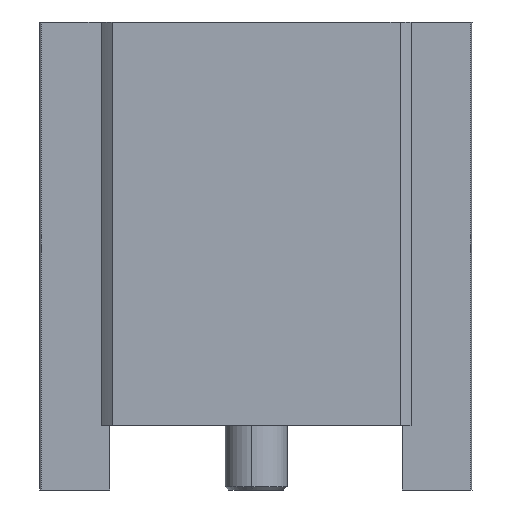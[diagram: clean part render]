
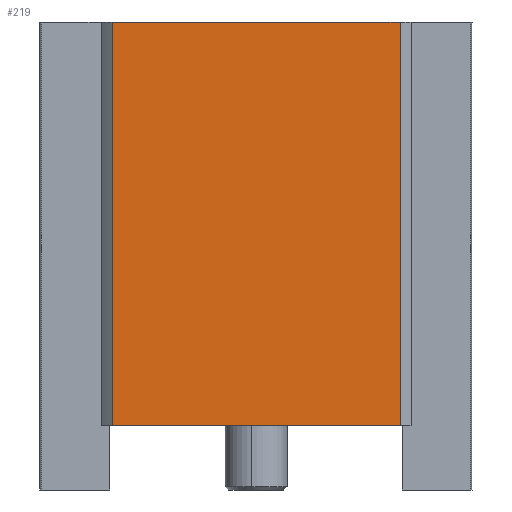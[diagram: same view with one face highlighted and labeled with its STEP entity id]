
A CAD part, front view. The second image highlights one B-rep face of the part: STEP entity #219.
In plain terms, the highlighted planar face has unit normal (0, -1, 0).
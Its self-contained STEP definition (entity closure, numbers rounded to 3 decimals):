
#71 = CARTESIAN_POINT ( 'NONE',  ( 2.23, -2.5, 0. ) ) ;
#88 = EDGE_LOOP ( 'NONE', ( #1479, #281, #1164, #217 ) ) ;
#121 = EDGE_CURVE ( 'NONE', #530, #1265, #294, .T. ) ;
#166 = CARTESIAN_POINT ( 'NONE',  ( -2.23, -2.5, 0. ) ) ;
#212 = CARTESIAN_POINT ( 'NONE',  ( -3.35, -2.5, 1. ) ) ;
#217 = ORIENTED_EDGE ( 'NONE', *, *, #1507, .T. ) ;
#219 = ADVANCED_FACE ( 'NONE', ( #870 ), #608, .F. ) ;
#243 = VECTOR ( 'NONE', #1352, 1000. ) ;
#259 = LINE ( 'NONE', #829, #243 ) ;
#281 = ORIENTED_EDGE ( 'NONE', *, *, #391, .T. ) ;
#294 = LINE ( 'NONE', #166, #1248 ) ;
#349 = DIRECTION ( 'NONE',  ( 0., 0., 1. ) ) ;
#391 = EDGE_CURVE ( 'NONE', #1232, #530, #259, .T. ) ;
#530 = VERTEX_POINT ( 'NONE', #1504 ) ;
#608 = PLANE ( 'NONE',  #1567 ) ;
#735 = DIRECTION ( 'NONE',  ( 0., 1., 0. ) ) ;
#818 = LINE ( 'NONE', #71, #1144 ) ;
#829 = CARTESIAN_POINT ( 'NONE',  ( 0., -2.5, 7.25 ) ) ;
#853 = DIRECTION ( 'NONE',  ( 0., 0., -1. ) ) ;
#870 = FACE_OUTER_BOUND ( 'NONE', #88, .T. ) ;
#921 = CARTESIAN_POINT ( 'NONE',  ( -2.23, -2.5, 1. ) ) ;
#958 = EDGE_CURVE ( 'NONE', #984, #1232, #818, .T. ) ;
#984 = VERTEX_POINT ( 'NONE', #1379 ) ;
#1046 = CARTESIAN_POINT ( 'NONE',  ( 2.23, -2.5, 7.25 ) ) ;
#1121 = CARTESIAN_POINT ( 'NONE',  ( -3.35, -2.5, 0. ) ) ;
#1144 = VECTOR ( 'NONE', #1656, 1000. ) ;
#1164 = ORIENTED_EDGE ( 'NONE', *, *, #121, .T. ) ;
#1232 = VERTEX_POINT ( 'NONE', #1046 ) ;
#1248 = VECTOR ( 'NONE', #853, 1000. ) ;
#1265 = VERTEX_POINT ( 'NONE', #921 ) ;
#1272 = LINE ( 'NONE', #212, #1517 ) ;
#1352 = DIRECTION ( 'NONE',  ( -1., 0., 0. ) ) ;
#1379 = CARTESIAN_POINT ( 'NONE',  ( 2.23, -2.5, 1. ) ) ;
#1391 = DIRECTION ( 'NONE',  ( 1., 0., 0. ) ) ;
#1479 = ORIENTED_EDGE ( 'NONE', *, *, #958, .T. ) ;
#1504 = CARTESIAN_POINT ( 'NONE',  ( -2.23, -2.5, 7.25 ) ) ;
#1507 = EDGE_CURVE ( 'NONE', #1265, #984, #1272, .T. ) ;
#1517 = VECTOR ( 'NONE', #1391, 1000. ) ;
#1567 = AXIS2_PLACEMENT_3D ( 'NONE', #1121, #735, #349 ) ;
#1656 = DIRECTION ( 'NONE',  ( 0., 0., 1. ) ) ;
